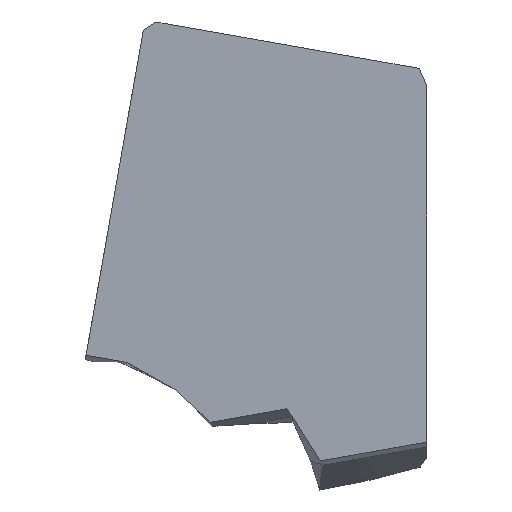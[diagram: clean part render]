
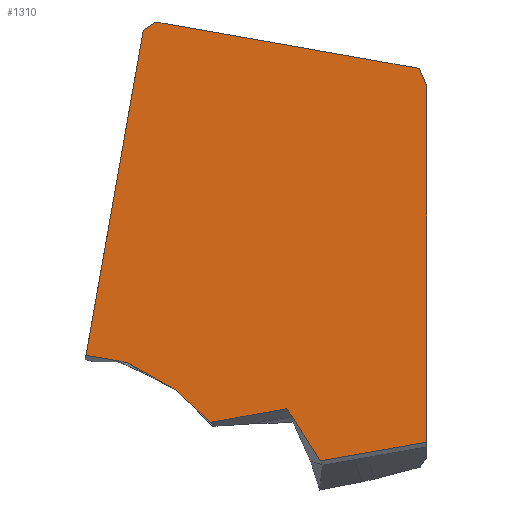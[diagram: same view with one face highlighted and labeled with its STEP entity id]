
A CAD part, front view. The second image highlights one B-rep face of the part: STEP entity #1310.
In plain terms, the highlighted planar face has unit normal (0, -1, 0).
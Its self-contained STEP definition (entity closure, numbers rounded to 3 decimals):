
#15 = ORIENTED_EDGE ( 'NONE', *, *, #143, .F. ) ;
#19 = CARTESIAN_POINT ( 'NONE',  ( -106.283, 0., 18.741 ) ) ;
#22 = EDGE_CURVE ( 'NONE', #432, #774, #400, .T. ) ;
#44 = EDGE_LOOP ( 'NONE', ( #15, #496, #174, #1413, #503, #159, #567, #1330, #248, #1348, #570, #1295, #1042, #219, #207, #418 ) ) ;
#119 = CARTESIAN_POINT ( 'NONE',  ( -6.591, 0., 37.382 ) ) ;
#125 = LINE ( 'NONE', #876, #676 ) ;
#143 = EDGE_CURVE ( 'NONE', #167, #1304, #981, .T. ) ;
#153 = CARTESIAN_POINT ( 'NONE',  ( -13.953, 0., -9.463 ) ) ;
#159 = ORIENTED_EDGE ( 'NONE', *, *, #1007, .F. ) ;
#166 = EDGE_CURVE ( 'NONE', #635, #1089, #125, .T. ) ;
#167 = VERTEX_POINT ( 'NONE', #258 ) ;
#174 = ORIENTED_EDGE ( 'NONE', *, *, #292, .T. ) ;
#176 = VECTOR ( 'NONE', #926, 1000. ) ;
#207 = ORIENTED_EDGE ( 'NONE', *, *, #166, .T. ) ;
#216 = CARTESIAN_POINT ( 'NONE',  ( -101.283, 0., 47.096 ) ) ;
#219 = ORIENTED_EDGE ( 'NONE', *, *, #844, .T. ) ;
#230 = VECTOR ( 'NONE', #1246, 1000. ) ;
#247 = DIRECTION ( 'NONE',  ( 0.532, 0., -0.847 ) ) ;
#248 = ORIENTED_EDGE ( 'NONE', *, *, #679, .T. ) ;
#258 = CARTESIAN_POINT ( 'NONE',  ( 0., 0., 21.267 ) ) ;
#262 = CARTESIAN_POINT ( 'NONE',  ( -2.252, 0., 132.403 ) ) ;
#279 = CARTESIAN_POINT ( 'NONE',  ( 0., 0., 132.005 ) ) ;
#292 = EDGE_CURVE ( 'NONE', #749, #561, #1488, .T. ) ;
#299 = DIRECTION ( 'NONE',  ( 0.561, 0., -0.828 ) ) ;
#330 = CARTESIAN_POINT ( 'NONE',  ( -3.647, 0., 20.682 ) ) ;
#342 = VECTOR ( 'NONE', #571, 1000. ) ;
#347 = VERTEX_POINT ( 'NONE', #613 ) ;
#374 = CARTESIAN_POINT ( 'NONE',  ( -84.248, 0., 143.709 ) ) ;
#376 = CARTESIAN_POINT ( 'NONE',  ( -2.288, 0., -4.049 ) ) ;
#400 = LINE ( 'NONE', #893, #1286 ) ;
#418 = ORIENTED_EDGE ( 'NONE', *, *, #1540, .F. ) ;
#422 = VECTOR ( 'NONE', #622, 1000. ) ;
#432 = VERTEX_POINT ( 'NONE', #1327 ) ;
#441 = VECTOR ( 'NONE', #461, 1000. ) ;
#461 = DIRECTION ( 'NONE',  ( -0.985, 0., -0.174 ) ) ;
#476 = CARTESIAN_POINT ( 'NONE',  ( -83.709, 0., 146.766 ) ) ;
#487 = EDGE_CURVE ( 'NONE', #749, #167, #1376, .T. ) ;
#496 = ORIENTED_EDGE ( 'NONE', *, *, #487, .F. ) ;
#498 = LINE ( 'NONE', #476, #1156 ) ;
#501 = CARTESIAN_POINT ( 'NONE',  ( -91.528, 0., 45.458 ) ) ;
#503 = ORIENTED_EDGE ( 'NONE', *, *, #1301, .F. ) ;
#506 = LINE ( 'NONE', #19, #1164 ) ;
#514 = CARTESIAN_POINT ( 'NONE',  ( -53.408, 0., 141.423 ) ) ;
#539 = EDGE_CURVE ( 'NONE', #900, #1025, #506, .T. ) ;
#550 = DIRECTION ( 'NONE',  ( 0.986, 0., -0.166 ) ) ;
#561 = VERTEX_POINT ( 'NONE', #262 ) ;
#567 = ORIENTED_EDGE ( 'NONE', *, *, #1233, .T. ) ;
#570 = ORIENTED_EDGE ( 'NONE', *, *, #786, .F. ) ;
#571 = DIRECTION ( 'NONE',  ( 0.985, 0., -0.174 ) ) ;
#601 = CARTESIAN_POINT ( 'NONE',  ( -83.031, 0., 144.529 ) ) ;
#606 = EDGE_CURVE ( 'NONE', #347, #432, #1227, .T. ) ;
#609 = CARTESIAN_POINT ( 'NONE',  ( -83.709, 0., 146.766 ) ) ;
#613 = CARTESIAN_POINT ( 'NONE',  ( -41.544, 0., 31.219 ) ) ;
#622 = DIRECTION ( 'NONE',  ( -0.985, 0., -0.174 ) ) ;
#635 = VERTEX_POINT ( 'NONE', #1049 ) ;
#637 = EDGE_CURVE ( 'NONE', #989, #561, #1154, .T. ) ;
#639 = LINE ( 'NONE', #376, #928 ) ;
#652 = DIRECTION ( 'NONE',  ( -0.726, 0., 0.688 ) ) ;
#654 = DIRECTION ( 'NONE',  ( 0.174, 0., 0.985 ) ) ;
#676 = VECTOR ( 'NONE', #247, 1000. ) ;
#679 = EDGE_CURVE ( 'NONE', #900, #1306, #1043, .T. ) ;
#732 = PLANE ( 'NONE',  #1496 ) ;
#749 = VERTEX_POINT ( 'NONE', #1335 ) ;
#767 = CARTESIAN_POINT ( 'NONE',  ( -88.964, 0., 44.926 ) ) ;
#774 = VERTEX_POINT ( 'NONE', #1458 ) ;
#786 = EDGE_CURVE ( 'NONE', #774, #842, #639, .T. ) ;
#799 = LINE ( 'NONE', #153, #801 ) ;
#801 = VECTOR ( 'NONE', #299, 1000. ) ;
#810 = LINE ( 'NONE', #330, #441 ) ;
#842 = VERTEX_POINT ( 'NONE', #767 ) ;
#843 = CARTESIAN_POINT ( 'NONE',  ( -80.482, 0., 146.197 ) ) ;
#844 = EDGE_CURVE ( 'NONE', #347, #635, #799, .T. ) ;
#850 = LINE ( 'NONE', #609, #1157 ) ;
#860 = DIRECTION ( 'NONE',  ( 0., 1., 0. ) ) ;
#869 = VERTEX_POINT ( 'NONE', #514 ) ;
#872 = DIRECTION ( 'NONE',  ( -0.871, 0., 0.492 ) ) ;
#875 = CARTESIAN_POINT ( 'NONE',  ( 0., 0., 0. ) ) ;
#876 = CARTESIAN_POINT ( 'NONE',  ( -15.639, 0., -9.827 ) ) ;
#878 = CARTESIAN_POINT ( 'NONE',  ( -35.162, 0., 138.205 ) ) ;
#882 = VECTOR ( 'NONE', #1479, 1000. ) ;
#893 = CARTESIAN_POINT ( 'NONE',  ( -16.868, 0., -17.805 ) ) ;
#900 = VERTEX_POINT ( 'NONE', #216 ) ;
#908 = CARTESIAN_POINT ( 'NONE',  ( -2.252, 0., 132.403 ) ) ;
#915 = EDGE_CURVE ( 'NONE', #1306, #842, #1538, .T. ) ;
#926 = DIRECTION ( 'NONE',  ( 0.979, 0., -0.203 ) ) ;
#928 = VECTOR ( 'NONE', #872, 1000. ) ;
#962 = VECTOR ( 'NONE', #550, 1000. ) ;
#968 = DIRECTION ( 'NONE',  ( 0.985, 0., -0.174 ) ) ;
#981 = LINE ( 'NONE', #988, #882 ) ;
#988 = CARTESIAN_POINT ( 'NONE',  ( -3.166, 0., 20.784 ) ) ;
#989 = VERTEX_POINT ( 'NONE', #878 ) ;
#994 = FACE_OUTER_BOUND ( 'NONE', #44, .T. ) ;
#1007 = EDGE_CURVE ( 'NONE', #1275, #869, #498, .T. ) ;
#1025 = VERTEX_POINT ( 'NONE', #374 ) ;
#1042 = ORIENTED_EDGE ( 'NONE', *, *, #606, .F. ) ;
#1043 = LINE ( 'NONE', #1394, #962 ) ;
#1049 = CARTESIAN_POINT ( 'NONE',  ( -39.99, 0., 28.928 ) ) ;
#1089 = VERTEX_POINT ( 'NONE', #1402 ) ;
#1106 = DIRECTION ( 'NONE',  ( 0.985, 0., -0.174 ) ) ;
#1154 = LINE ( 'NONE', #1545, #342 ) ;
#1156 = VECTOR ( 'NONE', #968, 1000. ) ;
#1157 = VECTOR ( 'NONE', #1106, 1000. ) ;
#1164 = VECTOR ( 'NONE', #654, 1000. ) ;
#1179 = CARTESIAN_POINT ( 'NONE',  ( 0., 0., 127.219 ) ) ;
#1196 = CARTESIAN_POINT ( 'NONE',  ( 5.266, 0., 25.357 ) ) ;
#1227 = LINE ( 'NONE', #119, #422 ) ;
#1233 = EDGE_CURVE ( 'NONE', #1275, #1025, #1477, .T. ) ;
#1246 = DIRECTION ( 'NONE',  ( 0., 0., -1. ) ) ;
#1275 = VERTEX_POINT ( 'NONE', #1582 ) ;
#1286 = VECTOR ( 'NONE', #652, 1000. ) ;
#1293 = CARTESIAN_POINT ( 'NONE',  ( -0.702, 0., 128.916 ) ) ;
#1295 = ORIENTED_EDGE ( 'NONE', *, *, #22, .F. ) ;
#1301 = EDGE_CURVE ( 'NONE', #869, #989, #850, .T. ) ;
#1304 = VERTEX_POINT ( 'NONE', #1485 ) ;
#1306 = VERTEX_POINT ( 'NONE', #501 ) ;
#1310 = ADVANCED_FACE ( 'NONE', ( #994 ), #732, .F. ) ;
#1327 = CARTESIAN_POINT ( 'NONE',  ( -64.366, 0., 27.194 ) ) ;
#1330 = ORIENTED_EDGE ( 'NONE', *, *, #539, .F. ) ;
#1335 = CARTESIAN_POINT ( 'NONE',  ( 0., 0., 127.219 ) ) ;
#1337 = DIRECTION ( 'NONE',  ( 0., 0., 1. ) ) ;
#1348 = ORIENTED_EDGE ( 'NONE', *, *, #915, .T. ) ;
#1354 = CARTESIAN_POINT ( 'NONE',  ( -81.776, 0., 145.358 ) ) ;
#1376 = LINE ( 'NONE', #279, #230 ) ;
#1394 = CARTESIAN_POINT ( 'NONE',  ( 4.913, 0., 29.268 ) ) ;
#1402 = CARTESIAN_POINT ( 'NONE',  ( -31.701, 0., 15.735 ) ) ;
#1413 = ORIENTED_EDGE ( 'NONE', *, *, #637, .F. ) ;
#1432 = CARTESIAN_POINT ( 'NONE',  ( -1.452, 0., 130.644 ) ) ;
#1458 = CARTESIAN_POINT ( 'NONE',  ( -74.392, 0., 36.692 ) ) ;
#1477 = B_SPLINE_CURVE_WITH_KNOTS ( 'NONE', 3,
 ( #843, #1354, #601, #1599 ),
 .UNSPECIFIED., .F., .F.,
 ( 4, 4 ),
 ( 0., 1. ),
 .UNSPECIFIED. ) ;
#1479 = DIRECTION ( 'NONE',  ( -0.989, 0., -0.151 ) ) ;
#1485 = CARTESIAN_POINT ( 'NONE',  ( -2.434, 0., 20.896 ) ) ;
#1488 = B_SPLINE_CURVE_WITH_KNOTS ( 'NONE', 3,
 ( #1179, #1293, #1432, #908 ),
 .UNSPECIFIED., .F., .F.,
 ( 4, 4 ),
 ( 0., 1. ),
 .UNSPECIFIED. ) ;
#1496 = AXIS2_PLACEMENT_3D ( 'NONE', #875, #860, #1337 ) ;
#1538 = LINE ( 'NONE', #1196, #176 ) ;
#1540 = EDGE_CURVE ( 'NONE', #1304, #1089, #810, .T. ) ;
#1545 = CARTESIAN_POINT ( 'NONE',  ( -83.709, 0., 146.766 ) ) ;
#1582 = CARTESIAN_POINT ( 'NONE',  ( -80.482, 0., 146.197 ) ) ;
#1599 = CARTESIAN_POINT ( 'NONE',  ( -84.248, 0., 143.709 ) ) ;
